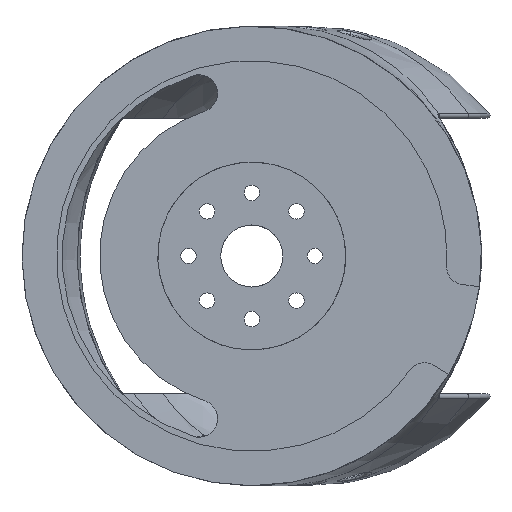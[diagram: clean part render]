
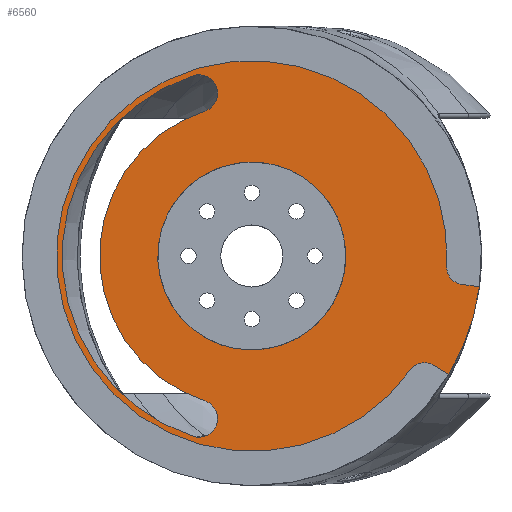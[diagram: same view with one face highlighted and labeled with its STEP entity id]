
A CAD part, left-side view. The second image highlights one B-rep face of the part: STEP entity #6560.
In plain terms, the highlighted planar face has unit normal (-1, 0, 0).
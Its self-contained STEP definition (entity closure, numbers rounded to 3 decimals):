
#757=LINE('',#24182,#1053);
#761=LINE('',#24194,#1057);
#1053=VECTOR('',#9178,10.);
#1057=VECTOR('',#9190,10.);
#1130=FACE_BOUND('',#1895,.T.);
#1131=FACE_BOUND('',#1896,.T.);
#1478=FACE_OUTER_BOUND('',#1894,.T.);
#1894=EDGE_LOOP('',(#6083,#6084,#6085,#6086,#6087,#6088));
#1895=EDGE_LOOP('',(#6089,#6090,#6091,#6092));
#1896=EDGE_LOOP('',(#6093,#6094));
#2379=CIRCLE('',#7323,16.35);
#2380=CIRCLE('',#7324,16.35);
#2384=CIRCLE('',#7329,3.25);
#2386=CIRCLE('',#7332,33.);
#2388=CIRCLE('',#7335,3.25);
#2390=CIRCLE('',#7338,26.5);
#2392=CIRCLE('',#7341,3.);
#2394=CIRCLE('',#7345,40.);
#2396=CIRCLE('',#7349,3.);
#2398=CIRCLE('',#7352,34.);
#3056=VERTEX_POINT('',#24136);
#3057=VERTEX_POINT('',#24137);
#3062=VERTEX_POINT('',#24149);
#3063=VERTEX_POINT('',#24151);
#3065=VERTEX_POINT('',#24157);
#3067=VERTEX_POINT('',#24163);
#3070=VERTEX_POINT('',#24173);
#3071=VERTEX_POINT('',#24175);
#3073=VERTEX_POINT('',#24181);
#3075=VERTEX_POINT('',#24187);
#3077=VERTEX_POINT('',#24193);
#3079=VERTEX_POINT('',#24199);
#4054=EDGE_CURVE('',#3056,#3057,#2379,.T.);
#4055=EDGE_CURVE('',#3057,#3056,#2380,.T.);
#4061=EDGE_CURVE('',#3063,#3062,#2384,.T.);
#4064=EDGE_CURVE('',#3065,#3063,#2386,.T.);
#4067=EDGE_CURVE('',#3067,#3065,#2388,.T.);
#4070=EDGE_CURVE('',#3062,#3067,#2390,.T.);
#4073=EDGE_CURVE('',#3071,#3070,#2392,.T.);
#4076=EDGE_CURVE('',#3073,#3071,#757,.T.);
#4079=EDGE_CURVE('',#3075,#3073,#2394,.T.);
#4082=EDGE_CURVE('',#3077,#3075,#761,.T.);
#4085=EDGE_CURVE('',#3079,#3077,#2396,.T.);
#4088=EDGE_CURVE('',#3070,#3079,#2398,.T.);
#6083=ORIENTED_EDGE('',*,*,#4088,.T.);
#6084=ORIENTED_EDGE('',*,*,#4085,.T.);
#6085=ORIENTED_EDGE('',*,*,#4082,.T.);
#6086=ORIENTED_EDGE('',*,*,#4079,.T.);
#6087=ORIENTED_EDGE('',*,*,#4076,.T.);
#6088=ORIENTED_EDGE('',*,*,#4073,.T.);
#6089=ORIENTED_EDGE('',*,*,#4070,.T.);
#6090=ORIENTED_EDGE('',*,*,#4067,.T.);
#6091=ORIENTED_EDGE('',*,*,#4064,.T.);
#6092=ORIENTED_EDGE('',*,*,#4061,.T.);
#6093=ORIENTED_EDGE('',*,*,#4054,.T.);
#6094=ORIENTED_EDGE('',*,*,#4055,.T.);
#6214=PLANE('',#7353);
#6560=ADVANCED_FACE('',(#1478,#1130,#1131),#6214,.T.);
#7323=AXIS2_PLACEMENT_3D('',#24138,#9130,#9131);
#7324=AXIS2_PLACEMENT_3D('',#24139,#9132,#9133);
#7329=AXIS2_PLACEMENT_3D('',#24152,#9144,#9145);
#7332=AXIS2_PLACEMENT_3D('',#24158,#9151,#9152);
#7335=AXIS2_PLACEMENT_3D('',#24164,#9158,#9159);
#7338=AXIS2_PLACEMENT_3D('',#24168,#9165,#9166);
#7341=AXIS2_PLACEMENT_3D('',#24176,#9172,#9173);
#7345=AXIS2_PLACEMENT_3D('',#24188,#9184,#9185);
#7349=AXIS2_PLACEMENT_3D('',#24200,#9196,#9197);
#7352=AXIS2_PLACEMENT_3D('',#24204,#9203,#9204);
#7353=AXIS2_PLACEMENT_3D('',#24205,#9205,#9206);
#9130=DIRECTION('center_axis',(1.,0.,0.));
#9131=DIRECTION('ref_axis',(0.,0.,1.));
#9132=DIRECTION('center_axis',(1.,0.,0.));
#9133=DIRECTION('ref_axis',(0.,0.,1.));
#9144=DIRECTION('center_axis',(1.,0.,0.));
#9145=DIRECTION('ref_axis',(0.,-0.309,-0.951));
#9151=DIRECTION('center_axis',(1.,0.,0.));
#9152=DIRECTION('ref_axis',(0.,0.309,0.951));
#9158=DIRECTION('center_axis',(1.,0.,0.));
#9159=DIRECTION('ref_axis',(0.,0.309,-0.951));
#9165=DIRECTION('center_axis',(-1.,0.,0.));
#9166=DIRECTION('ref_axis',(0.,0.309,0.951));
#9172=DIRECTION('center_axis',(1.,0.,0.));
#9173=DIRECTION('ref_axis',(0.,0.999,0.053));
#9178=DIRECTION('',(0.,0.991,0.134));
#9184=DIRECTION('center_axis',(-1.,0.,0.));
#9185=DIRECTION('ref_axis',(0.,-0.857,-0.515));
#9190=DIRECTION('',(0.,-0.857,-0.515));
#9196=DIRECTION('center_axis',(1.,0.,0.));
#9197=DIRECTION('ref_axis',(0.,-0.515,0.857));
#9203=DIRECTION('center_axis',(-1.,0.,0.));
#9204=DIRECTION('ref_axis',(0.,-0.999,-0.053));
#9205=DIRECTION('center_axis',(-1.,0.,0.));
#9206=DIRECTION('ref_axis',(0.,0.,1.));
#24136=CARTESIAN_POINT('',(-1.,-9.403,-13.376));
#24137=CARTESIAN_POINT('',(-1.,0.,-16.35));
#24138=CARTESIAN_POINT('Origin',(-1.,0.,0.));
#24139=CARTESIAN_POINT('Origin',(-1.,0.,0.));
#24149=CARTESIAN_POINT('',(-1.,8.189,25.203));
#24151=CARTESIAN_POINT('',(-1.,10.198,31.385));
#24152=CARTESIAN_POINT('Origin',(-1.,9.193,28.294));
#24157=CARTESIAN_POINT('',(-1.,10.198,-31.385));
#24158=CARTESIAN_POINT('Origin',(-1.,0.,0.));
#24163=CARTESIAN_POINT('',(-1.,8.189,-25.203));
#24164=CARTESIAN_POINT('Origin',(-1.,9.193,-28.294));
#24168=CARTESIAN_POINT('Origin',(-1.,0.,0.));
#24173=CARTESIAN_POINT('',(-1.,-33.952,-1.809));
#24175=CARTESIAN_POINT('',(-1.,-36.546,-4.941));
#24176=CARTESIAN_POINT('Origin',(-1.,-36.948,-1.968));
#24181=CARTESIAN_POINT('',(-1.,-39.639,-5.359));
#24182=CARTESIAN_POINT('',(-1.,-39.639,-5.359));
#24187=CARTESIAN_POINT('',(-1.,-34.287,-20.602));
#24188=CARTESIAN_POINT('Origin',(-1.,0.,0.));
#24193=CARTESIAN_POINT('',(-1.,-31.611,-18.994));
#24194=CARTESIAN_POINT('',(-1.,-31.611,-18.994));
#24199=CARTESIAN_POINT('',(-1.,-27.628,-19.817));
#24200=CARTESIAN_POINT('Origin',(-1.,-30.066,-21.565));
#24204=CARTESIAN_POINT('Origin',(-1.,0.,0.));
#24205=CARTESIAN_POINT('Origin',(-1.,-2.82,0.));
